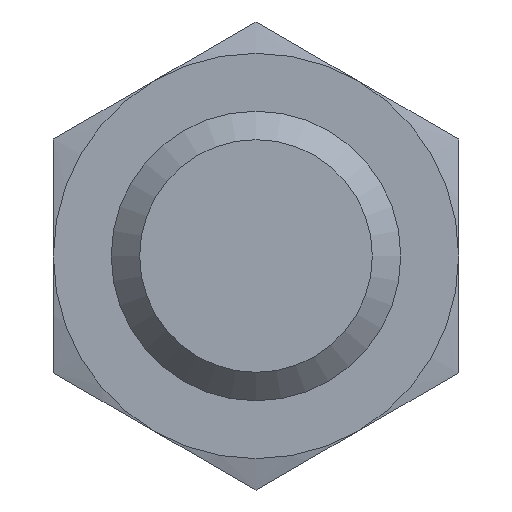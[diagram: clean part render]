
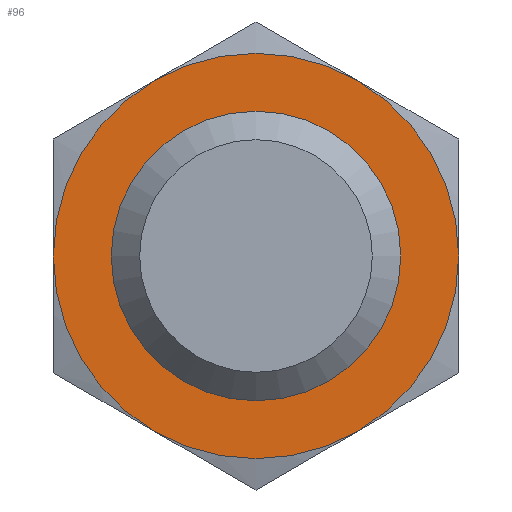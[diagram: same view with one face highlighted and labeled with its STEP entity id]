
A CAD part, front view. The second image highlights one B-rep face of the part: STEP entity #96.
In plain terms, the highlighted planar face has unit normal (0, -1, 0).
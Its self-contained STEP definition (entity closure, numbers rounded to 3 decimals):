
#96 = ADVANCED_FACE( '', ( #210, #211 ), #212, .F. );
#210 = FACE_BOUND( '', #341, .T. );
#211 = FACE_OUTER_BOUND( '', #342, .T. );
#212 = PLANE( '', #343 );
#341 = EDGE_LOOP( '', ( #531 ) );
#342 = EDGE_LOOP( '', ( #532 ) );
#343 = AXIS2_PLACEMENT_3D( '', #533, #534, #535 );
#531 = ORIENTED_EDGE( '', *, *, #693, .F. );
#532 = ORIENTED_EDGE( '', *, *, #724, .T. );
#533 = CARTESIAN_POINT( '', ( 3.5, 0., 0. ) );
#534 = DIRECTION( '', ( 0., 1., 0. ) );
#535 = DIRECTION( '', ( 0., 0., 1. ) );
#693 = EDGE_CURVE( '', #807, #807, #808, .T. );
#724 = EDGE_CURVE( '', #850, #850, #851, .T. );
#807 = VERTEX_POINT( '', #973 );
#808 = CIRCLE( '', #974, 2.01 );
#850 = VERTEX_POINT( '', #1046 );
#851 = CIRCLE( '', #1047, 3.5 );
#973 = CARTESIAN_POINT( '', ( 0., 0., -2.01 ) );
#974 = AXIS2_PLACEMENT_3D( '', #1133, #1134, #1135 );
#1046 = CARTESIAN_POINT( '', ( 0., 0., -3.5 ) );
#1047 = AXIS2_PLACEMENT_3D( '', #1160, #1161, #1162 );
#1133 = CARTESIAN_POINT( '', ( 0., 0., 0. ) );
#1134 = DIRECTION( '', ( 0., -1., 0. ) );
#1135 = DIRECTION( '', ( 0., 0., -1. ) );
#1160 = CARTESIAN_POINT( '', ( 0., 0., 0. ) );
#1161 = DIRECTION( '', ( 0., -1., 0. ) );
#1162 = DIRECTION( '', ( 0., 0., -1. ) );
